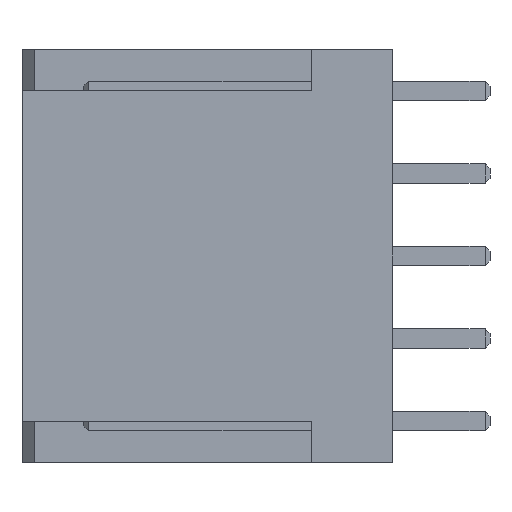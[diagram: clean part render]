
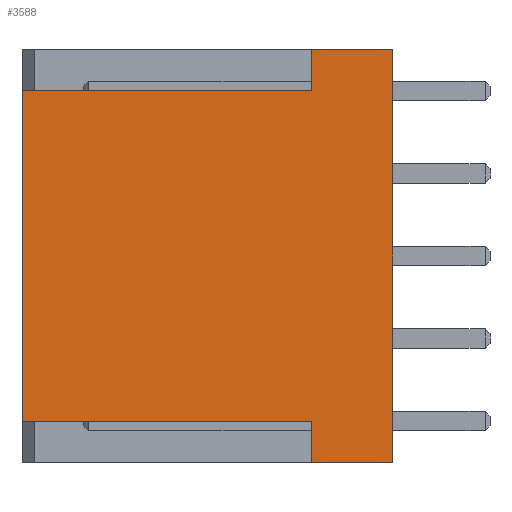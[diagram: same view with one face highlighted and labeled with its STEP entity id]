
A CAD part, left-side view. The second image highlights one B-rep face of the part: STEP entity #3588.
In plain terms, the highlighted planar face has unit normal (-1, 0, 0).
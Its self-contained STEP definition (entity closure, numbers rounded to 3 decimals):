
#48 = ORIENTED_EDGE ( 'NONE', *, *, #3319, .T. ) ;
#53 = ORIENTED_EDGE ( 'NONE', *, *, #1880, .F. ) ;
#331 = VERTEX_POINT ( 'NONE', #3196 ) ;
#376 = LINE ( 'NONE', #4163, #1391 ) ;
#400 = CARTESIAN_POINT ( 'NONE',  ( 0., 11.4, 12.7 ) ) ;
#420 = LINE ( 'NONE', #432, #1594 ) ;
#432 = CARTESIAN_POINT ( 'NONE',  ( 0., 0.999, 1.27 ) ) ;
#481 = LINE ( 'NONE', #688, #3458 ) ;
#688 = CARTESIAN_POINT ( 'NONE',  ( 0., 2.5, 0. ) ) ;
#732 = PLANE ( 'NONE',  #2027 ) ;
#774 = EDGE_CURVE ( 'NONE', #1269, #3841, #2744, .T. ) ;
#781 = DIRECTION ( 'NONE',  ( 0., 1., 0. ) ) ;
#862 = VECTOR ( 'NONE', #3907, 1000. ) ;
#940 = ORIENTED_EDGE ( 'NONE', *, *, #3665, .T. ) ;
#971 = FACE_OUTER_BOUND ( 'NONE', #4381, .T. ) ;
#1011 = EDGE_CURVE ( 'NONE', #2284, #2267, #3683, .T. ) ;
#1064 = ORIENTED_EDGE ( 'NONE', *, *, #774, .F. ) ;
#1077 = VECTOR ( 'NONE', #2716, 1000. ) ;
#1269 = VERTEX_POINT ( 'NONE', #2198 ) ;
#1391 = VECTOR ( 'NONE', #1692, 1000. ) ;
#1502 = ORIENTED_EDGE ( 'NONE', *, *, #3452, .F. ) ;
#1527 = VECTOR ( 'NONE', #2191, 1000. ) ;
#1594 = VECTOR ( 'NONE', #781, 1000. ) ;
#1651 = ORIENTED_EDGE ( 'NONE', *, *, #2008, .F. ) ;
#1692 = DIRECTION ( 'NONE',  ( 0., 0., 1. ) ) ;
#1753 = VERTEX_POINT ( 'NONE', #4314 ) ;
#1824 = VECTOR ( 'NONE', #2259, 1000. ) ;
#1880 = EDGE_CURVE ( 'NONE', #1753, #331, #420, .T. ) ;
#1997 = CARTESIAN_POINT ( 'NONE',  ( 0., 0., 12.7 ) ) ;
#2008 = EDGE_CURVE ( 'NONE', #3841, #2267, #2840, .T. ) ;
#2027 = AXIS2_PLACEMENT_3D ( 'NONE', #400, #2807, #3877 ) ;
#2061 = ORIENTED_EDGE ( 'NONE', *, *, #3512, .F. ) ;
#2082 = CARTESIAN_POINT ( 'NONE',  ( 0., 11.4, 0. ) ) ;
#2191 = DIRECTION ( 'NONE',  ( 0., 0., -1. ) ) ;
#2198 = CARTESIAN_POINT ( 'NONE',  ( 0., 2.5, 12.7 ) ) ;
#2259 = DIRECTION ( 'NONE',  ( 0., -1., 0. ) ) ;
#2267 = VERTEX_POINT ( 'NONE', #3377 ) ;
#2284 = VERTEX_POINT ( 'NONE', #4169 ) ;
#2306 = LINE ( 'NONE', #3543, #862 ) ;
#2425 = VECTOR ( 'NONE', #3558, 1000. ) ;
#2716 = DIRECTION ( 'NONE',  ( 0., -1., 0. ) ) ;
#2744 = LINE ( 'NONE', #3250, #1824 ) ;
#2775 = CARTESIAN_POINT ( 'NONE',  ( 0., 2.5, 11.43 ) ) ;
#2807 = DIRECTION ( 'NONE',  ( 1., 0., 0. ) ) ;
#2840 = LINE ( 'NONE', #4321, #1527 ) ;
#3059 = CARTESIAN_POINT ( 'NONE',  ( 0., 11.4, 11.43 ) ) ;
#3085 = DIRECTION ( 'NONE',  ( 0., 0., 1. ) ) ;
#3196 = CARTESIAN_POINT ( 'NONE',  ( 0., 11.4, 1.27 ) ) ;
#3217 = CARTESIAN_POINT ( 'NONE',  ( 0., 0.999, 11.43 ) ) ;
#3250 = CARTESIAN_POINT ( 'NONE',  ( 0., 11.4, 12.7 ) ) ;
#3319 = EDGE_CURVE ( 'NONE', #4398, #331, #2306, .T. ) ;
#3361 = LINE ( 'NONE', #3217, #2425 ) ;
#3377 = CARTESIAN_POINT ( 'NONE',  ( 0., 0., 0. ) ) ;
#3452 = EDGE_CURVE ( 'NONE', #2284, #1753, #481, .T. ) ;
#3458 = VECTOR ( 'NONE', #3085, 1000. ) ;
#3512 = EDGE_CURVE ( 'NONE', #3586, #1269, #376, .T. ) ;
#3543 = CARTESIAN_POINT ( 'NONE',  ( 0., 11.4, 12.7 ) ) ;
#3558 = DIRECTION ( 'NONE',  ( 0., 1., 0. ) ) ;
#3582 = ORIENTED_EDGE ( 'NONE', *, *, #1011, .T. ) ;
#3586 = VERTEX_POINT ( 'NONE', #2775 ) ;
#3588 = ADVANCED_FACE ( 'NONE', ( #971 ), #732, .F. ) ;
#3665 = EDGE_CURVE ( 'NONE', #3586, #4398, #3361, .T. ) ;
#3683 = LINE ( 'NONE', #2082, #1077 ) ;
#3841 = VERTEX_POINT ( 'NONE', #1997 ) ;
#3877 = DIRECTION ( 'NONE',  ( 0., 1., 0. ) ) ;
#3907 = DIRECTION ( 'NONE',  ( 0., 0., -1. ) ) ;
#4163 = CARTESIAN_POINT ( 'NONE',  ( 0., 2.5, 12.7 ) ) ;
#4169 = CARTESIAN_POINT ( 'NONE',  ( 0., 2.5, 0. ) ) ;
#4314 = CARTESIAN_POINT ( 'NONE',  ( 0., 2.5, 1.27 ) ) ;
#4321 = CARTESIAN_POINT ( 'NONE',  ( 0., 0., 12.7 ) ) ;
#4381 = EDGE_LOOP ( 'NONE', ( #53, #1502, #3582, #1651, #1064, #2061, #940, #48 ) ) ;
#4398 = VERTEX_POINT ( 'NONE', #3059 ) ;
